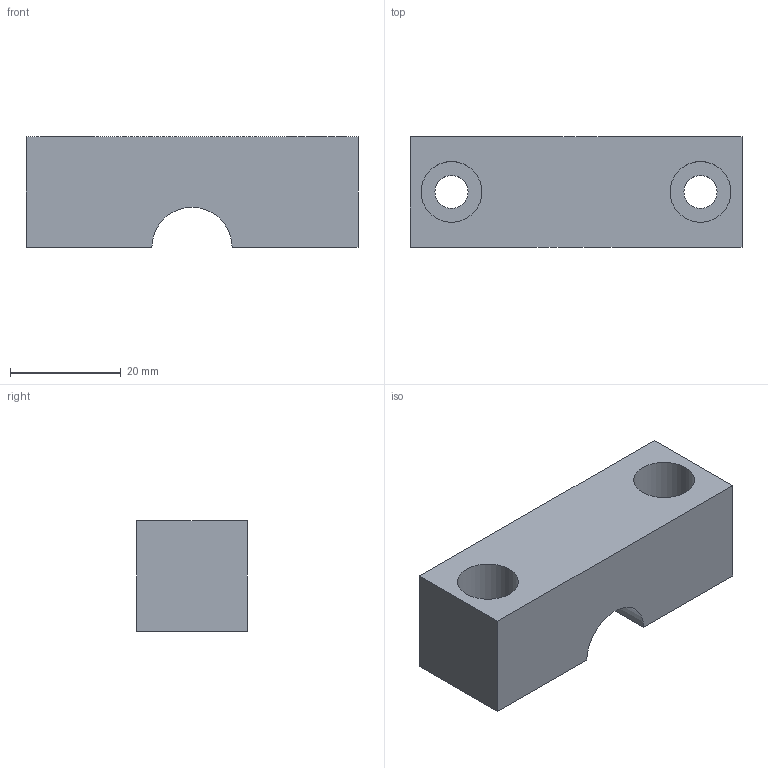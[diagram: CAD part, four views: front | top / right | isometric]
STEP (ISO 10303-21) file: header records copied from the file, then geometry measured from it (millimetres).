
FILE_DESCRIPTION(/* description */ ('Alibre Inc.'),/* implementation_level */ '2;1');
FILE_NAME(/* name */ 'export-BCB050A9-A208-496D-BDEA-475BAF1C8878',/* time_stamp */ '2024-08-17T19:21:31+02:00',/* author */ (''),/* organization */ (''),/* preprocessor_version */ 'ST-DEVELOPER v17',/* originating_system */ 'Alibre',/* authorisation */ '');
FILE_SCHEMA (('CONFIG_CONTROL_DESIGN'));
Length unit declared in the file: millimetre
Bounding box: 60 x 20 x 20 mm (x, y, z)
Volume: 19952 mm3; surface area: 6502 mm2
Topology: 1 solids, 1 shells, 16 faces, 38 edges, 26 vertices
Faces by surface type: plane 10, cylinder 6
Full cylindrical faces by diameter (mm): 6 x2, 11 x2
Entity records: 503 total; most frequent: CARTESIAN_POINT 69, ORIENTED_EDGE 64, DIRECTION 63, EDGE_CURVE 32, AXIS2_PLACEMENT_3D 27, EDGE_LOOP 26, FACE_BOUND 26, VERTEX_POINT 24
